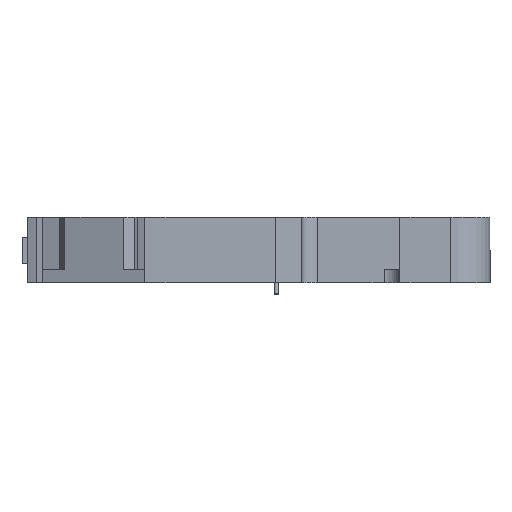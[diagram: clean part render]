
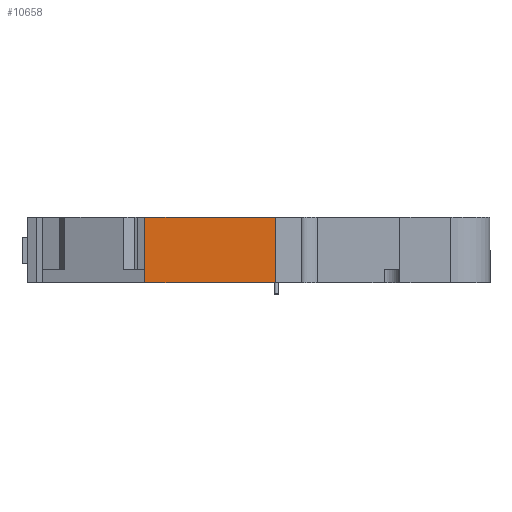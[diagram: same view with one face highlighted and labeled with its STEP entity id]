
A CAD part, left-side view. The second image highlights one B-rep face of the part: STEP entity #10658.
In plain terms, the highlighted planar face has unit normal (-1, 0, 0).
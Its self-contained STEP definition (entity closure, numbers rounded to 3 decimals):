
#654 = DIRECTION ( 'NONE',  ( 0., 0., -1. ) ) ;
#778 = FACE_OUTER_BOUND ( 'NONE', #8895, .T. ) ;
#963 = CARTESIAN_POINT ( 'NONE',  ( -60.95, 19.5, 5. ) ) ;
#1328 = CARTESIAN_POINT ( 'NONE',  ( -60.95, 12.242, 5. ) ) ;
#2038 = DIRECTION ( 'NONE',  ( -1., 0., 0. ) ) ;
#2387 = DIRECTION ( 'NONE',  ( 0., -1., 0. ) ) ;
#2858 = DIRECTION ( 'NONE',  ( 0., 0., -1. ) ) ;
#3052 = VERTEX_POINT ( 'NONE', #12176 ) ;
#3640 = VECTOR ( 'NONE', #6656, 1000. ) ;
#3679 = LINE ( 'NONE', #11920, #3640 ) ;
#3710 = VECTOR ( 'NONE', #2387, 1000. ) ;
#3751 = LINE ( 'NONE', #1328, #3710 ) ;
#4619 = VERTEX_POINT ( 'NONE', #10245 ) ;
#5458 = ORIENTED_EDGE ( 'NONE', *, *, #9311, .T. ) ;
#5570 = VERTEX_POINT ( 'NONE', #5657 ) ;
#5657 = CARTESIAN_POINT ( 'NONE',  ( -60.95, 9.5, 5. ) ) ;
#6004 = VERTEX_POINT ( 'NONE', #8475 ) ;
#6341 = VECTOR ( 'NONE', #2858, 1000. ) ;
#6385 = LINE ( 'NONE', #8285, #6341 ) ;
#6490 = VECTOR ( 'NONE', #654, 1000. ) ;
#6520 = LINE ( 'NONE', #7086, #6490 ) ;
#6656 = DIRECTION ( 'NONE',  ( 0., -1., 0. ) ) ;
#7086 = CARTESIAN_POINT ( 'NONE',  ( -60.95, 19.5, 5. ) ) ;
#8214 = EDGE_CURVE ( 'NONE', #6004, #3052, #6520, .T. ) ;
#8267 = EDGE_CURVE ( 'NONE', #5570, #4619, #6385, .T. ) ;
#8285 = CARTESIAN_POINT ( 'NONE',  ( -60.95, 9.5, 5. ) ) ;
#8475 = CARTESIAN_POINT ( 'NONE',  ( -60.95, 19.5, 5. ) ) ;
#8701 = AXIS2_PLACEMENT_3D ( 'NONE', #963, #2038, #9635 ) ;
#8895 = EDGE_LOOP ( 'NONE', ( #5458, #11677, #11551, #9485 ) ) ;
#9311 = EDGE_CURVE ( 'NONE', #3052, #4619, #3679, .T. ) ;
#9485 = ORIENTED_EDGE ( 'NONE', *, *, #8214, .T. ) ;
#9635 = DIRECTION ( 'NONE',  ( 0., 0., 1. ) ) ;
#10245 = CARTESIAN_POINT ( 'NONE',  ( -60.95, 9.5, 0. ) ) ;
#10636 = PLANE ( 'NONE',  #8701 ) ;
#10658 = ADVANCED_FACE ( 'NONE', ( #778 ), #10636, .T. ) ;
#11551 = ORIENTED_EDGE ( 'NONE', *, *, #12657, .F. ) ;
#11677 = ORIENTED_EDGE ( 'NONE', *, *, #8267, .F. ) ;
#11920 = CARTESIAN_POINT ( 'NONE',  ( -60.95, 19.5, 0. ) ) ;
#12176 = CARTESIAN_POINT ( 'NONE',  ( -60.95, 19.5, 0. ) ) ;
#12657 = EDGE_CURVE ( 'NONE', #6004, #5570, #3751, .T. ) ;
